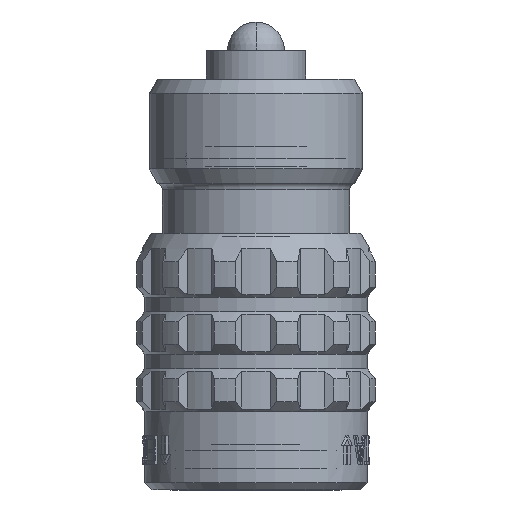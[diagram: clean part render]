
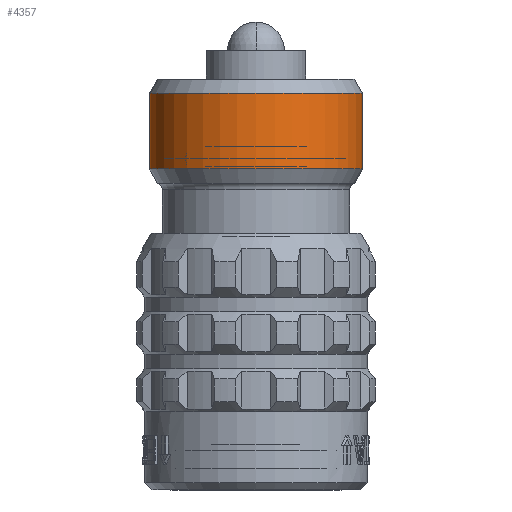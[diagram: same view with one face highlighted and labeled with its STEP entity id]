
A CAD part, left-side view. The second image highlights one B-rep face of the part: STEP entity #4357.
In plain terms, the highlighted cylindrical face has radius 7.475 mm (diameter 14.95 mm), a partial arc.
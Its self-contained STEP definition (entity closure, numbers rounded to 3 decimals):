
#124=CARTESIAN_POINT('',(1.,0.,0.));
#125=DIRECTION('',(-1.,0.,0.));
#126=DIRECTION('',(0.,1.,0.));
#127=AXIS2_PLACEMENT_3D('',#124,#125,#126);
#148=DIRECTION('',(-1.,0.,0.));
#149=VECTOR('',#148,5.3);
#150=CARTESIAN_POINT('',(6.3,7.475,0.));
#151=LINE('45',#150,#149);
#155=DIRECTION('',(-1.,0.,0.));
#156=VECTOR('',#155,5.3);
#157=CARTESIAN_POINT('',(6.3,-7.475,0.));
#158=LINE('82',#157,#156);
#162=CARTESIAN_POINT('',(6.3,0.,0.));
#163=DIRECTION('',(-1.,0.,0.));
#164=DIRECTION('',(0.,1.,0.));
#165=AXIS2_PLACEMENT_3D('',#162,#163,#164);
#3917=CARTESIAN_POINT('',(6.3,7.475,0.));
#3918=CARTESIAN_POINT('',(1.,7.475,0.));
#3919=VERTEX_POINT('',#3917);
#3920=VERTEX_POINT('',#3918);
#3937=CARTESIAN_POINT('',(6.3,-7.475,0.));
#3938=CARTESIAN_POINT('',(1.,-7.475,0.));
#3939=VERTEX_POINT('',#3937);
#3940=VERTEX_POINT('',#3938);
#4345=CARTESIAN_POINT('',(-1.44,0.,0.));
#4346=DIRECTION('',(1.,0.,0.));
#4347=DIRECTION('',(0.,-1.,0.));
#4348=AXIS2_PLACEMENT_3D('',#4345,#4346,#4347);
#4349=CYLINDRICAL_SURFACE('298',#4348,7.475);
#4350=ORIENTED_EDGE('45',*,*,#4335,.T.);
#4351=ORIENTED_EDGE('301',*,*,#4312,.T.);
#4352=ORIENTED_EDGE('82',*,*,#4339,.F.);
#4354=ORIENTED_EDGE('299',*,*,#4353,.F.);
#4355=EDGE_LOOP('298',(#4350,#4351,#4352,#4354));
#4356=FACE_OUTER_BOUND('298',#4355,.F.);
#128=CIRCLE('301',#127,7.475);
#166=CIRCLE('299',#165,7.475);
#4312=EDGE_CURVE('301',#3920,#3940,#128,.T.);
#4335=EDGE_CURVE('45',#3919,#3920,#151,.T.);
#4339=EDGE_CURVE('82',#3939,#3940,#158,.T.);
#4353=EDGE_CURVE('299',#3919,#3939,#166,.T.);
#4357=ADVANCED_FACE('298',(#4356),#4349,.T.);
